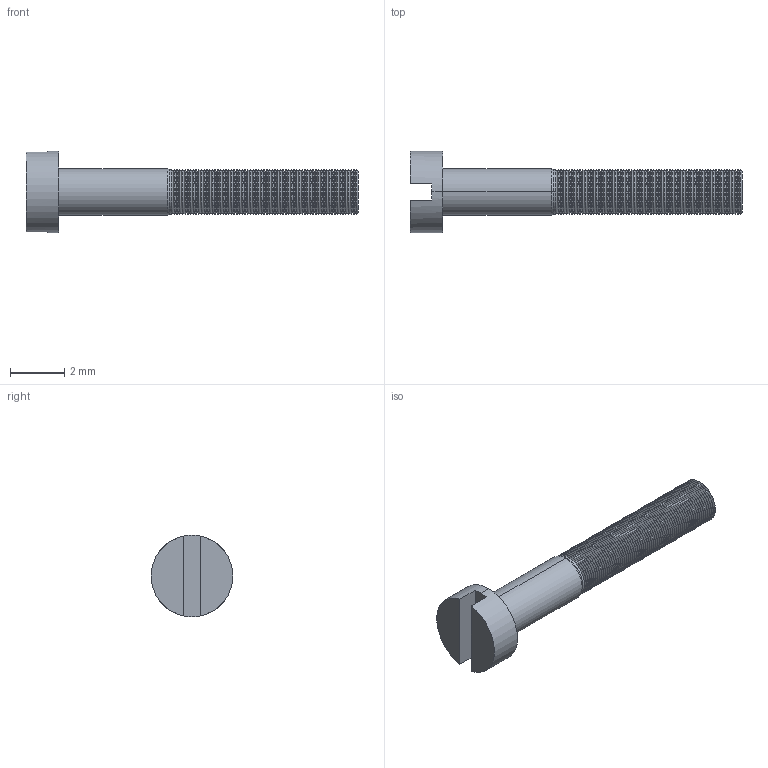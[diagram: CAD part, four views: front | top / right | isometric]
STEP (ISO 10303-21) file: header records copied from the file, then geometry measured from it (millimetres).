
FILE_DESCRIPTION (( 'STEP AP214' ), '1' );
FILE_NAME ('Screw M1.7 x 11 x 7.STEP', '2025-07-06T08:34:38', ( '' ), ( '' ), 'SwSTEP 2.0', 'SolidWorks 2025', '' );
FILE_SCHEMA (( 'AUTOMOTIVE_DESIGN' ));
Length unit declared in the file: millimetre
Products named in the file (1): Screw M1.7 x 11 x 7_KS 1021 FF - M2.2 x 6-S
Bounding box: 12.2 x 3 x 3 mm (x, y, z)
Volume: 30.2 mm3; surface area: 114.5 mm2
Topology: 1 solids, 1 shells, 425 faces, 852 edges, 430 vertices
Faces by surface type: cone 274, cylinder 142, plane 7, torus 2
Entity records: 10696 total; most frequent: DIRECTION 2132, CARTESIAN_POINT 1708, ORIENTED_EDGE 1704, AXIS2_PLACEMENT_3D 854, EDGE_CURVE 852, VERTEX_POINT 430, CIRCLE 428, EDGE_LOOP 426
